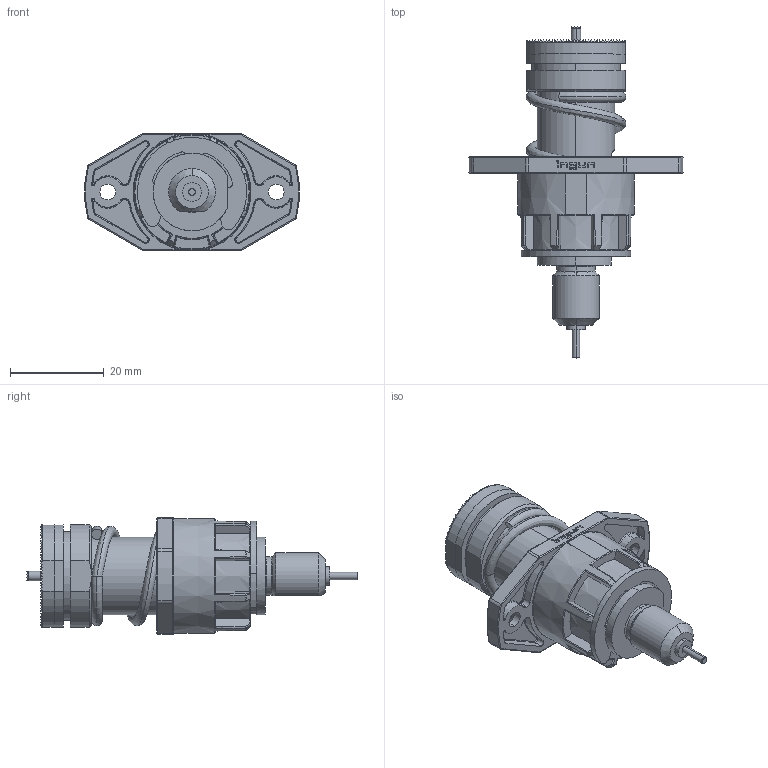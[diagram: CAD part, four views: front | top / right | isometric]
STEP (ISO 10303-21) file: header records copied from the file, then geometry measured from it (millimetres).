
FILE_DESCRIPTION (( 'STEP AP203' ), '1' );
FILE_NAME ('INGUN_BCP-696_360_2200_A_xx04-54.STEP', '2025-02-13T10:24:06', ( '' ), ( '' ), 'SwSTEP 2.0', 'SolidWorks 2023', '' );
FILE_SCHEMA (( 'CONFIG_CONTROL_DESIGN' ));
Length unit declared in the file: millimetre
Products named in the file (1): INGUN_BCP-696_360_2200_A_xx04-54
Bounding box: 45.86 x 71 x 25 mm (x, y, z)
Volume: 17303 mm3; surface area: 10313.6 mm2
Topology: 1 solids, 1 shells, 4782 faces, 7984 edges, 3215 vertices
Faces by surface type: plane 4361, cylinder 132, torus 107, cone 92, bspline 54, sphere 36
Entity records: 104399 total; most frequent: CARTESIAN_POINT 21007, DIRECTION 17431, ORIENTED_EDGE 15952, EDGE_CURVE 7976, LINE 6703, VECTOR 6703, AXIS2_PLACEMENT_3D 5364, EDGE_LOOP 4809
